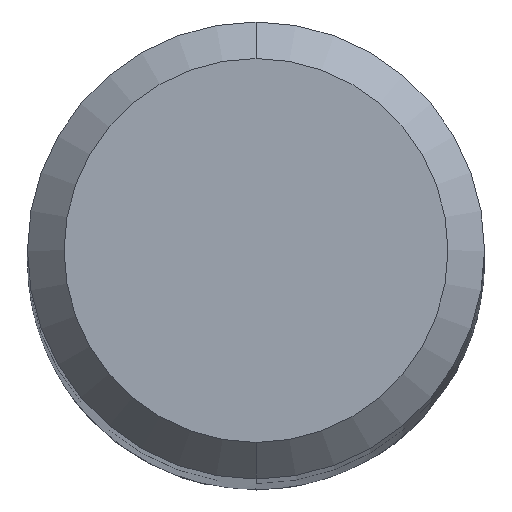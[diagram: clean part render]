
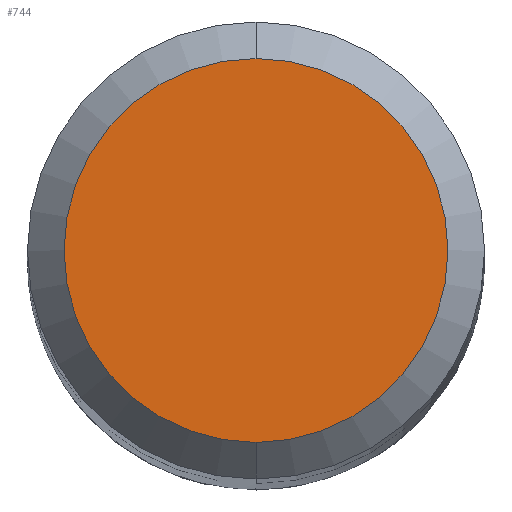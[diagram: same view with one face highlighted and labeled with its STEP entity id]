
A CAD part, top view. The second image highlights one B-rep face of the part: STEP entity #744.
In plain terms, the highlighted planar face has unit normal (0, 0, 1).
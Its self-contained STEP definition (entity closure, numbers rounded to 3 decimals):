
#582=EDGE_CURVE('',#926,#960,#1434,.T.);
#744=ADVANCED_FACE('',(#1608),#1609,.T.);
#772=EDGE_CURVE('',#960,#926,#1642,.T.);
#926=VERTEX_POINT('',#1807);
#960=VERTEX_POINT('',#1845);
#1434=CIRCLE('',#2964,2.1);
#1608=FACE_OUTER_BOUND('',#3642,.T.);
#1609=PLANE('',#3643);
#1642=CIRCLE('',#4000,2.1);
#1807=CARTESIAN_POINT('',(0.0,2.1,0.0));
#1845=CARTESIAN_POINT('',(0.,-2.1,0.0));
#2964=AXIS2_PLACEMENT_3D('',#7009,#7010,#7011);
#3642=EDGE_LOOP('',(#7210,#7211));
#3643=AXIS2_PLACEMENT_3D('',#7212,#7213,#7214);
#4000=AXIS2_PLACEMENT_3D('',#7299,#7300,#7301);
#7009=CARTESIAN_POINT('',(0.0,0.0,0.0));
#7010=DIRECTION('',(0.0,0.0,-1.0));
#7011=DIRECTION('',(0.0,1.0,0.0));
#7210=ORIENTED_EDGE('',*,*,#582,.F.);
#7211=ORIENTED_EDGE('',*,*,#772,.F.);
#7212=CARTESIAN_POINT('',(0.0,1.05,0.0));
#7213=DIRECTION('',(-0.0,0.0,1.0));
#7214=DIRECTION('',(0.0,-1.0,0.0));
#7299=CARTESIAN_POINT('',(0.0,0.0,0.0));
#7300=DIRECTION('',(0.0,0.0,-1.0));
#7301=DIRECTION('',(0.0,1.0,0.0));
